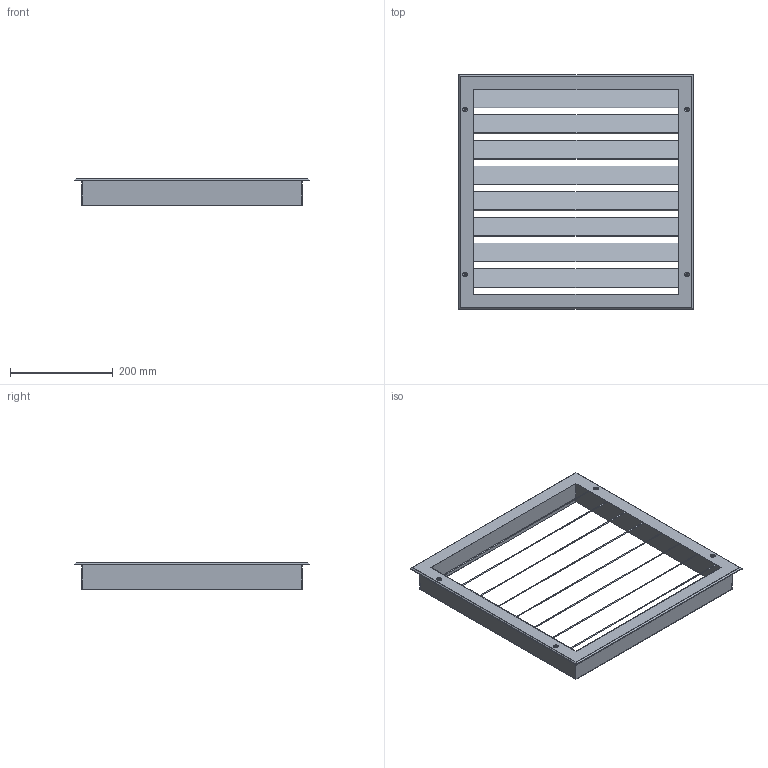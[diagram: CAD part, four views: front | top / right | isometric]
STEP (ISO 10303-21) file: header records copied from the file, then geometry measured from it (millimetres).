
FILE_DESCRIPTION (( 'STEP AP214' ), '1' );
FILE_NAME ('MLZ-40.STEP', '2022-10-12T16:47:22', ( '' ), ( '' ), 'SwSTEP 2.0', 'SolidWorks 2021', '' );
FILE_SCHEMA (( 'AUTOMOTIVE_DESIGN' ));
Length unit declared in the file: millimetre
Products named in the file (1): MLZ-40
Bounding box: 457 x 457 x 52 mm (x, y, z)
Volume: 463615.3 mm3; surface area: 776278.3 mm2
Topology: 2 solids, 2 shells, 132 faces, 362 edges, 228 vertices
Faces by surface type: plane 68, cylinder 48, cone 16
Entity records: 4285 total; most frequent: DIRECTION 756, ORIENTED_EDGE 724, CARTESIAN_POINT 723, EDGE_CURVE 362, AXIS2_PLACEMENT_3D 261, LINE 234, VECTOR 234, VERTEX_POINT 228
